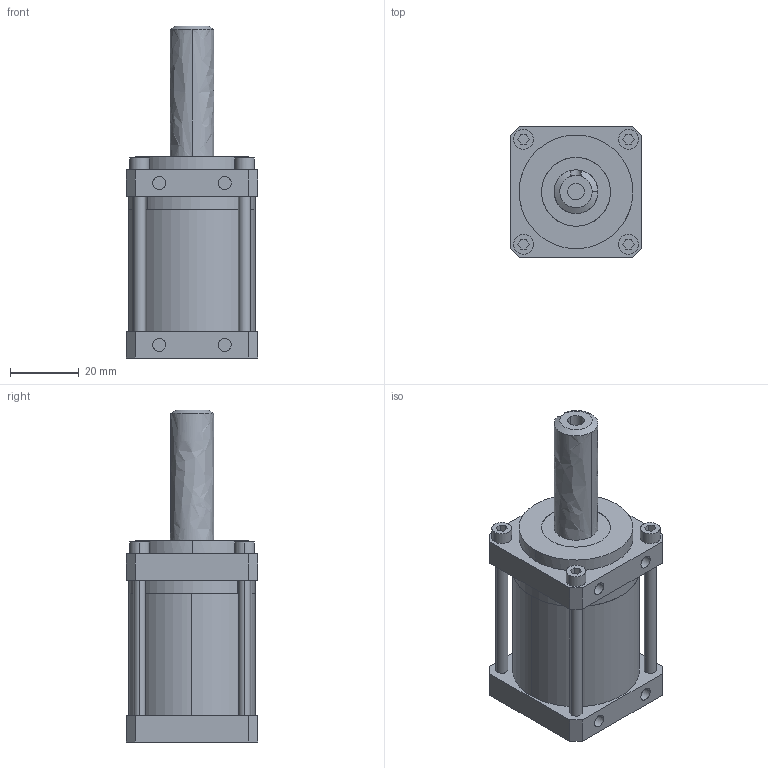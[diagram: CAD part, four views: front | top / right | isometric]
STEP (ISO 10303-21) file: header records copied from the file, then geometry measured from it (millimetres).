
FILE_DESCRIPTION(/* description */ (''),/* implementation_level */ '2;1');
FILE_NAME(/* name */ 'P61-nnn',/* time_stamp */ '2019-01-25T22:53:59-07:00',/* author */ (''),/* organization */ (''),/* preprocessor_version */ 'ST-DEVELOPER v10',/* originating_system */ '',/* authorisation */ '');
FILE_SCHEMA (('CONFIG_CONTROL_DESIGN'));
Length unit declared in the file: inch
Products named in the file (1): 1
Bounding box: 38.1 x 38.1 x 96.39 mm (x, y, z)
Volume: 73775.6 mm3; surface area: 24557.4 mm2
Topology: 10 solids, 10 shells, 192 faces, 437 edges, 279 vertices
Faces by surface type: bspline 109, plane 83
Entity records: 5844 total; most frequent: CARTESIAN_POINT 3020, ORIENTED_EDGE 858, EDGE_CURVE 429, VERTEX_POINT 279, EDGE_LOOP 236, B_SPLINE_CURVE_WITH_KNOTS 233, ADVANCED_FACE 192, FACE_OUTER_BOUND 192
